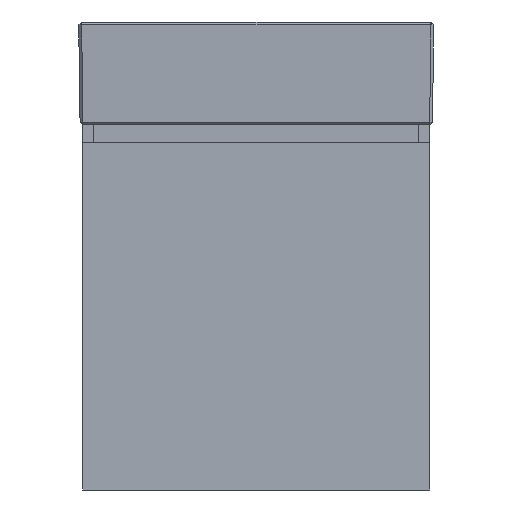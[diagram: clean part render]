
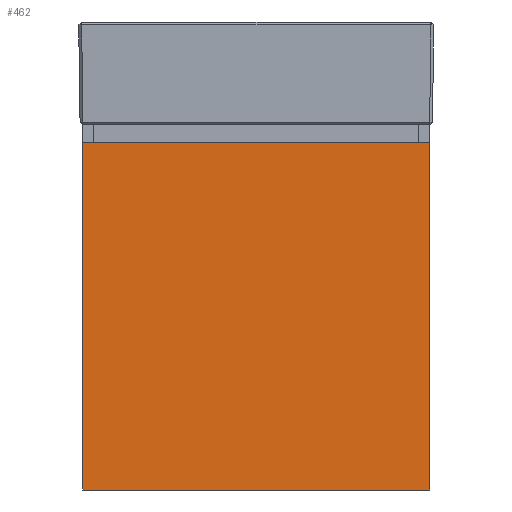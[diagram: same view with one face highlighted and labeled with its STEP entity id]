
A CAD part, front view. The second image highlights one B-rep face of the part: STEP entity #462.
In plain terms, the highlighted planar face has unit normal (0, -1, 0).
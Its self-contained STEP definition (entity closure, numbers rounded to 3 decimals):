
#462=ADVANCED_FACE('',(#943),#6647,.T.);
#943=FACE_OUTER_BOUND('',#1406,.T.);
#1406=EDGE_LOOP('',(#3221,#3222,#3223,#3224));
#3221=ORIENTED_EDGE('',*,*,#4413,.T.);
#3222=ORIENTED_EDGE('',*,*,#4414,.T.);
#3223=ORIENTED_EDGE('',*,*,#4415,.T.);
#3224=ORIENTED_EDGE('',*,*,#4416,.T.);
#4413=EDGE_CURVE('',#6127,#6128,#5510,.T.);
#4414=EDGE_CURVE('',#6128,#6129,#5511,.T.);
#4415=EDGE_CURVE('',#6129,#6130,#5512,.T.);
#4416=EDGE_CURVE('',#6130,#6127,#5513,.T.);
#5510=B_SPLINE_CURVE_WITH_KNOTS('',1,(#19665,#19666),.UNSPECIFIED.,.F.,
 .F.,(2,2),(0.,475.001),.UNSPECIFIED.);
#5511=B_SPLINE_CURVE_WITH_KNOTS('',1,(#19667,#19668),.UNSPECIFIED.,.F.,
 .F.,(2,2),(0.,475.),.UNSPECIFIED.);
#5512=B_SPLINE_CURVE_WITH_KNOTS('',1,(#19669,#19670),.UNSPECIFIED.,.F.,
 .F.,(2,2),(-475.001,0.),.UNSPECIFIED.);
#5513=B_SPLINE_CURVE_WITH_KNOTS('',1,(#19671,#19672),.UNSPECIFIED.,.F.,
 .F.,(2,2),(-475.,0.),.UNSPECIFIED.);
#6127=VERTEX_POINT('',#19605);
#6128=VERTEX_POINT('',#19606);
#6129=VERTEX_POINT('',#19607);
#6130=VERTEX_POINT('',#19608);
#6647=PLANE('',#6908);
#6908=AXIS2_PLACEMENT_3D('',#19592,#7170,$);
#7170=DIRECTION('',(0.,-1.,0.));
#19592=CARTESIAN_POINT('',(237.8,-233.992,289.99));
#19605=CARTESIAN_POINT('',(237.79,-233.992,290.));
#19606=CARTESIAN_POINT('',(237.79,-233.992,765.001));
#19607=CARTESIAN_POINT('',(-237.21,-233.992,765.001));
#19608=CARTESIAN_POINT('',(-237.21,-233.992,290.));
#19665=CARTESIAN_POINT('',(237.79,-233.992,290.));
#19666=CARTESIAN_POINT('',(237.79,-233.992,765.001));
#19667=CARTESIAN_POINT('',(237.79,-233.992,765.001));
#19668=CARTESIAN_POINT('',(-237.21,-233.992,765.001));
#19669=CARTESIAN_POINT('',(-237.21,-233.992,765.001));
#19670=CARTESIAN_POINT('',(-237.21,-233.992,290.));
#19671=CARTESIAN_POINT('',(-237.21,-233.992,290.));
#19672=CARTESIAN_POINT('',(237.79,-233.992,290.));
